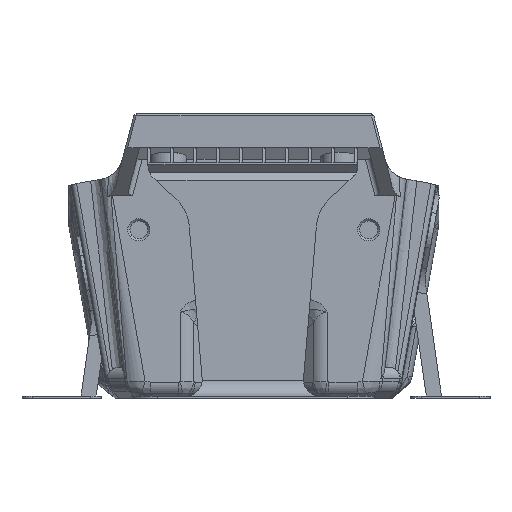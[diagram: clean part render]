
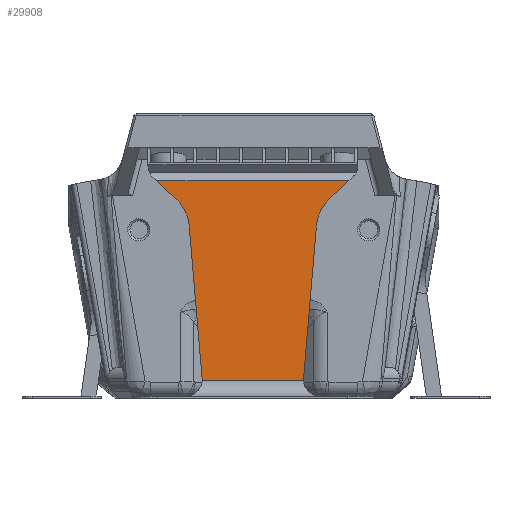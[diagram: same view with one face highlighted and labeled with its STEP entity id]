
A CAD part, front view. The second image highlights one B-rep face of the part: STEP entity #29908.
In plain terms, the highlighted planar face has unit normal (0, -1, 0).
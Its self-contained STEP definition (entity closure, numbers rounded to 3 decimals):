
#871=CIRCLE('',#31810,3.);
#872=CIRCLE('',#31811,3.);
#873=CIRCLE('',#31812,8.);
#874=CIRCLE('',#31813,8.);
#2157=LINE('',#45573,#4770);
#2159=LINE('',#45580,#4772);
#2160=LINE('',#45585,#4773);
#2161=LINE('',#45587,#4774);
#2162=LINE('',#45589,#4775);
#2163=LINE('',#45593,#4776);
#4770=VECTOR('',#34899,1000.);
#4772=VECTOR('',#34905,1000.);
#4773=VECTOR('',#34910,1000.);
#4774=VECTOR('',#34911,1000.);
#4775=VECTOR('',#34912,1000.);
#4776=VECTOR('',#34915,1000.);
#7309=PLANE('',#31809);
#9065=ORIENTED_EDGE('',*,*,#17907,.T.);
#9066=ORIENTED_EDGE('',*,*,#17908,.T.);
#9067=ORIENTED_EDGE('',*,*,#17909,.T.);
#9068=ORIENTED_EDGE('',*,*,#17905,.F.);
#9069=ORIENTED_EDGE('',*,*,#17910,.T.);
#9070=ORIENTED_EDGE('',*,*,#17911,.T.);
#9071=ORIENTED_EDGE('',*,*,#17912,.F.);
#9072=ORIENTED_EDGE('',*,*,#17913,.F.);
#9073=ORIENTED_EDGE('',*,*,#17914,.T.);
#9074=ORIENTED_EDGE('',*,*,#17915,.T.);
#17905=EDGE_CURVE('',#22393,#22394,#2157,.T.);
#17907=EDGE_CURVE('',#22395,#22396,#871,.T.);
#17908=EDGE_CURVE('',#22396,#22397,#2159,.F.);
#17909=EDGE_CURVE('',#22397,#22394,#872,.T.);
#17910=EDGE_CURVE('',#22393,#22398,#873,.T.);
#17911=EDGE_CURVE('',#22398,#22399,#2160,.T.);
#17912=EDGE_CURVE('',#22400,#22399,#2161,.T.);
#17913=EDGE_CURVE('',#22401,#22400,#2162,.T.);
#17914=EDGE_CURVE('',#22401,#22402,#874,.T.);
#17915=EDGE_CURVE('',#22402,#22395,#2163,.T.);
#22393=VERTEX_POINT('',#45572);
#22394=VERTEX_POINT('',#45574);
#22395=VERTEX_POINT('',#45578);
#22396=VERTEX_POINT('',#45579);
#22397=VERTEX_POINT('',#45581);
#22398=VERTEX_POINT('',#45584);
#22399=VERTEX_POINT('',#45586);
#22400=VERTEX_POINT('',#45588);
#22401=VERTEX_POINT('',#45590);
#22402=VERTEX_POINT('',#45592);
#26101=EDGE_LOOP('',(#9065,#9066,#9067,#9068,#9069,#9070,#9071,#9072,#9073,
#9074));
#27976=FACE_BOUND('',#26101,.T.);
#29908=ADVANCED_FACE('',(#27976),#7309,.F.);
#31809=AXIS2_PLACEMENT_3D('',#45576,#34901,#34902);
#31810=AXIS2_PLACEMENT_3D('',#45577,#34903,#34904);
#31811=AXIS2_PLACEMENT_3D('',#45582,#34906,#34907);
#31812=AXIS2_PLACEMENT_3D('',#45583,#34908,#34909);
#31813=AXIS2_PLACEMENT_3D('',#45591,#34913,#34914);
#34899=DIRECTION('',(-0.084,0.,-0.996));
#34901=DIRECTION('',(0.,1.,0.));
#34902=DIRECTION('',(0.,0.,1.));
#34903=DIRECTION('',(0.,1.,0.));
#34904=DIRECTION('',(0.,0.,1.));
#34905=DIRECTION('',(-1.,0.,0.));
#34906=DIRECTION('',(0.,1.,0.));
#34907=DIRECTION('',(0.,0.,1.));
#34908=DIRECTION('',(0.,1.,0.));
#34909=DIRECTION('',(0.,0.,1.));
#34910=DIRECTION('',(0.731,0.,0.682));
#34911=DIRECTION('',(1.,0.,0.));
#34912=DIRECTION('',(-0.731,0.,0.682));
#34913=DIRECTION('',(0.,1.,0.));
#34914=DIRECTION('',(0.,0.,1.));
#34915=DIRECTION('',(0.084,0.,-0.996));
#45572=CARTESIAN_POINT('',(11.856,-32.314,32.579));
#45573=CARTESIAN_POINT('',(36.482,-32.314,324.724));
#45574=CARTESIAN_POINT('',(9.418,-32.314,3.652));
#45576=CARTESIAN_POINT('',(0.,-32.314,327.8));
#45577=CARTESIAN_POINT('',(-12.767,-32.314,3.4));
#45578=CARTESIAN_POINT('',(-9.777,-32.314,3.652));
#45579=CARTESIAN_POINT('',(-9.767,-32.314,3.4));
#45580=CARTESIAN_POINT('',(9.143,-32.314,3.4));
#45581=CARTESIAN_POINT('',(9.407,-32.314,3.4));
#45582=CARTESIAN_POINT('',(12.407,-32.314,3.4));
#45583=CARTESIAN_POINT('',(19.828,-32.314,31.907));
#45584=CARTESIAN_POINT('',(14.372,-32.314,37.757));
#45585=CARTESIAN_POINT('',(16.736,-32.314,39.963));
#45586=CARTESIAN_POINT('',(17.982,-32.314,41.124));
#45587=CARTESIAN_POINT('',(-65.369,-32.314,41.124));
#45588=CARTESIAN_POINT('',(-18.341,-32.314,41.124));
#45589=CARTESIAN_POINT('',(-17.096,-32.314,39.963));
#45590=CARTESIAN_POINT('',(-14.731,-32.314,37.757));
#45591=CARTESIAN_POINT('',(-20.187,-32.314,31.907));
#45592=CARTESIAN_POINT('',(-12.216,-32.314,32.579));
#45593=CARTESIAN_POINT('',(-36.839,-32.314,324.694));
